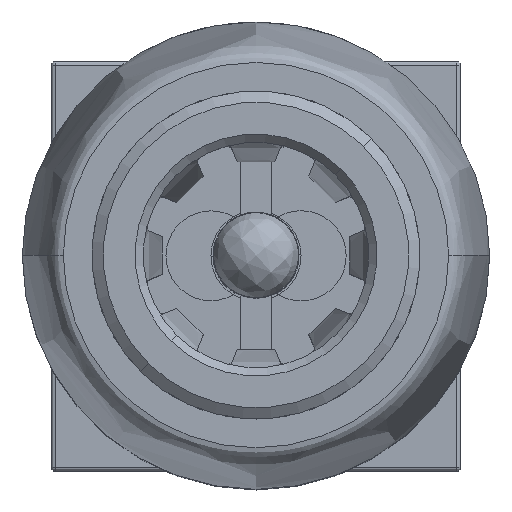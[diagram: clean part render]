
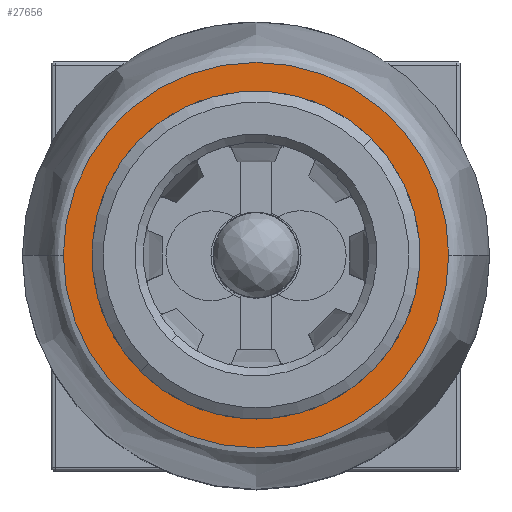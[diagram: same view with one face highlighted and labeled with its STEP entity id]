
A CAD part, top view. The second image highlights one B-rep face of the part: STEP entity #27656.
In plain terms, the highlighted face is planar.
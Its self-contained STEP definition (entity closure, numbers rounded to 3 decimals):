
#13 = AXIS2_PLACEMENT_3D ( 'NONE', #42672, #27509, #27676 ) ;
#323 = CARTESIAN_POINT ( 'NONE',  ( 0., 0., 4. ) ) ;
#684 = PLANE ( 'NONE',  #23343 ) ;
#1318 = CIRCLE ( 'NONE', #13, 4.7 ) ;
#2419 = ORIENTED_EDGE ( 'NONE', *, *, #4860, .F. ) ;
#2741 = AXIS2_PLACEMENT_3D ( 'NONE', #15142, #26212, #30487 ) ;
#4266 = EDGE_LOOP ( 'NONE', ( #2419, #12930 ) ) ;
#4860 = EDGE_CURVE ( 'NONE', #36556, #33982, #1318, .T. ) ;
#5014 = DIRECTION ( 'NONE',  ( 0., 0., 1. ) ) ;
#5805 = VERTEX_POINT ( 'NONE', #323 ) ;
#6711 = EDGE_LOOP ( 'NONE', ( #48072, #44699 ) ) ;
#7769 = CARTESIAN_POINT ( 'NONE',  ( 0., 0., 0. ) ) ;
#9522 = FACE_BOUND ( 'NONE', #6711, .T. ) ;
#10908 = CARTESIAN_POINT ( 'NONE',  ( 0., -4.7, 0. ) ) ;
#10933 = EDGE_CURVE ( 'NONE', #42963, #5805, #18754, .T. ) ;
#12224 = EDGE_CURVE ( 'NONE', #5805, #42963, #41980, .T. ) ;
#12930 = ORIENTED_EDGE ( 'NONE', *, *, #38228, .F. ) ;
#15142 = CARTESIAN_POINT ( 'NONE',  ( 0., 0., 0. ) ) ;
#15548 = AXIS2_PLACEMENT_3D ( 'NONE', #42070, #30561, #45630 ) ;
#16592 = CARTESIAN_POINT ( 'NONE',  ( 0., 0., -4. ) ) ;
#16632 = CIRCLE ( 'NONE', #28831, 4.7 ) ;
#18754 = CIRCLE ( 'NONE', #2741, 4. ) ;
#20799 = FACE_OUTER_BOUND ( 'NONE', #4266, .T. ) ;
#23343 = AXIS2_PLACEMENT_3D ( 'NONE', #42850, #31502, #5014 ) ;
#26212 = DIRECTION ( 'NONE',  ( 1., 0., 0. ) ) ;
#26937 = DIRECTION ( 'NONE',  ( -1., 0., 0. ) ) ;
#27509 = DIRECTION ( 'NONE',  ( -1., 0., 0. ) ) ;
#27656 = ADVANCED_FACE ( 'NONE', ( #9522, #20799 ), #684, .F. ) ;
#27676 = DIRECTION ( 'NONE',  ( 0., 0., 1. ) ) ;
#28831 = AXIS2_PLACEMENT_3D ( 'NONE', #7769, #26937, #30738 ) ;
#30487 = DIRECTION ( 'NONE',  ( 0., 0., -1. ) ) ;
#30561 = DIRECTION ( 'NONE',  ( 1., 0., 0. ) ) ;
#30738 = DIRECTION ( 'NONE',  ( 0., 0., 1. ) ) ;
#31502 = DIRECTION ( 'NONE',  ( -1., 0., 0. ) ) ;
#33982 = VERTEX_POINT ( 'NONE', #10908 ) ;
#35361 = CARTESIAN_POINT ( 'NONE',  ( 0., 4.7, 0. ) ) ;
#36556 = VERTEX_POINT ( 'NONE', #35361 ) ;
#38228 = EDGE_CURVE ( 'NONE', #33982, #36556, #16632, .T. ) ;
#41980 = CIRCLE ( 'NONE', #15548, 4. ) ;
#42070 = CARTESIAN_POINT ( 'NONE',  ( 0., 0., 0. ) ) ;
#42672 = CARTESIAN_POINT ( 'NONE',  ( 0., 0., 0. ) ) ;
#42850 = CARTESIAN_POINT ( 'NONE',  ( 0., 0., 0. ) ) ;
#42963 = VERTEX_POINT ( 'NONE', #16592 ) ;
#44699 = ORIENTED_EDGE ( 'NONE', *, *, #12224, .F. ) ;
#45630 = DIRECTION ( 'NONE',  ( 0., 0., -1. ) ) ;
#48072 = ORIENTED_EDGE ( 'NONE', *, *, #10933, .F. ) ;
